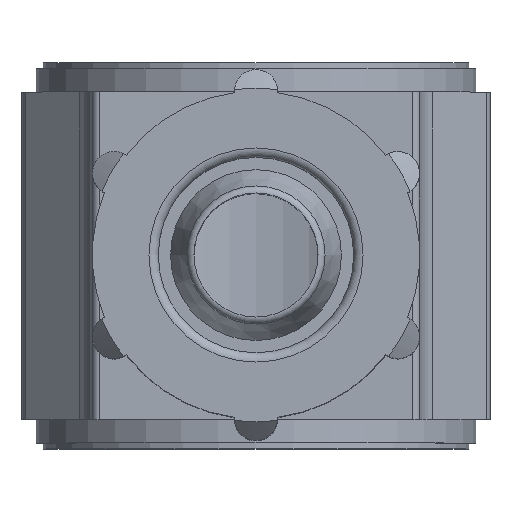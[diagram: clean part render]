
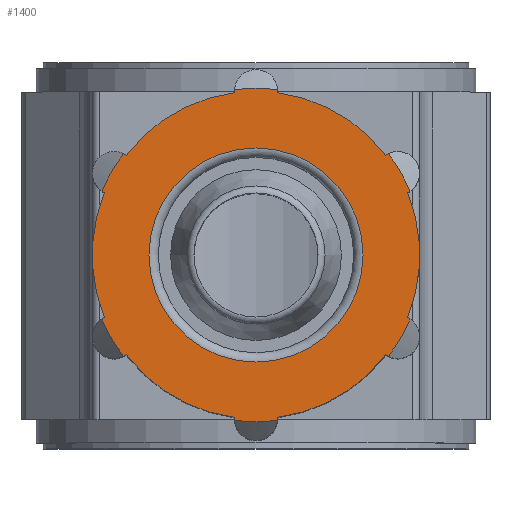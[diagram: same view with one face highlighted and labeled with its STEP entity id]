
A CAD part, top view. The second image highlights one B-rep face of the part: STEP entity #1400.
In plain terms, the highlighted face is planar.
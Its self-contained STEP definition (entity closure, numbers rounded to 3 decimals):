
#213=PLANE('',#1564);
#462=ORIENTED_EDGE('',*,*,#735,.F.);
#463=ORIENTED_EDGE('',*,*,#736,.F.);
#464=ORIENTED_EDGE('',*,*,#737,.T.);
#465=ORIENTED_EDGE('',*,*,#738,.T.);
#466=ORIENTED_EDGE('',*,*,#739,.T.);
#467=ORIENTED_EDGE('',*,*,#740,.F.);
#468=ORIENTED_EDGE('',*,*,#741,.T.);
#469=ORIENTED_EDGE('',*,*,#742,.T.);
#470=ORIENTED_EDGE('',*,*,#743,.T.);
#471=ORIENTED_EDGE('',*,*,#744,.F.);
#472=ORIENTED_EDGE('',*,*,#745,.T.);
#473=ORIENTED_EDGE('',*,*,#746,.T.);
#474=ORIENTED_EDGE('',*,*,#747,.T.);
#475=ORIENTED_EDGE('',*,*,#748,.F.);
#476=ORIENTED_EDGE('',*,*,#749,.T.);
#477=ORIENTED_EDGE('',*,*,#750,.T.);
#478=ORIENTED_EDGE('',*,*,#751,.T.);
#479=ORIENTED_EDGE('',*,*,#752,.F.);
#480=ORIENTED_EDGE('',*,*,#753,.T.);
#481=ORIENTED_EDGE('',*,*,#754,.T.);
#482=ORIENTED_EDGE('',*,*,#755,.T.);
#483=ORIENTED_EDGE('',*,*,#756,.F.);
#484=ORIENTED_EDGE('',*,*,#757,.T.);
#485=ORIENTED_EDGE('',*,*,#758,.T.);
#486=ORIENTED_EDGE('',*,*,#759,.T.);
#735=EDGE_CURVE('',#898,#898,#1002,.T.);
#736=EDGE_CURVE('',#899,#900,#1003,.F.);
#737=EDGE_CURVE('',#899,#901,#1004,.T.);
#738=EDGE_CURVE('',#901,#902,#1005,.T.);
#739=EDGE_CURVE('',#902,#903,#1006,.T.);
#740=EDGE_CURVE('',#904,#903,#1007,.F.);
#741=EDGE_CURVE('',#904,#905,#1008,.T.);
#742=EDGE_CURVE('',#905,#906,#1009,.T.);
#743=EDGE_CURVE('',#906,#907,#1010,.T.);
#744=EDGE_CURVE('',#908,#907,#1011,.F.);
#745=EDGE_CURVE('',#908,#909,#1012,.T.);
#746=EDGE_CURVE('',#909,#910,#1013,.T.);
#747=EDGE_CURVE('',#910,#911,#1014,.T.);
#748=EDGE_CURVE('',#912,#911,#1015,.F.);
#749=EDGE_CURVE('',#912,#913,#1016,.T.);
#750=EDGE_CURVE('',#913,#914,#1017,.T.);
#751=EDGE_CURVE('',#914,#915,#1018,.T.);
#752=EDGE_CURVE('',#916,#915,#1019,.F.);
#753=EDGE_CURVE('',#916,#917,#1020,.T.);
#754=EDGE_CURVE('',#917,#918,#1021,.T.);
#755=EDGE_CURVE('',#918,#919,#1022,.T.);
#756=EDGE_CURVE('',#920,#919,#1023,.F.);
#757=EDGE_CURVE('',#920,#921,#1024,.T.);
#758=EDGE_CURVE('',#921,#922,#1025,.T.);
#759=EDGE_CURVE('',#922,#900,#1026,.T.);
#898=VERTEX_POINT('',#2409);
#899=VERTEX_POINT('',#2411);
#900=VERTEX_POINT('',#2412);
#901=VERTEX_POINT('',#2414);
#902=VERTEX_POINT('',#2416);
#903=VERTEX_POINT('',#2418);
#904=VERTEX_POINT('',#2420);
#905=VERTEX_POINT('',#2422);
#906=VERTEX_POINT('',#2424);
#907=VERTEX_POINT('',#2426);
#908=VERTEX_POINT('',#2428);
#909=VERTEX_POINT('',#2430);
#910=VERTEX_POINT('',#2432);
#911=VERTEX_POINT('',#2434);
#912=VERTEX_POINT('',#2436);
#913=VERTEX_POINT('',#2438);
#914=VERTEX_POINT('',#2440);
#915=VERTEX_POINT('',#2442);
#916=VERTEX_POINT('',#2444);
#917=VERTEX_POINT('',#2446);
#918=VERTEX_POINT('',#2448);
#919=VERTEX_POINT('',#2450);
#920=VERTEX_POINT('',#2452);
#921=VERTEX_POINT('',#2454);
#922=VERTEX_POINT('',#2456);
#1002=CIRCLE('',#1565,4.575);
#1003=CIRCLE('',#1566,7.125);
#1004=CIRCLE('',#1567,0.925);
#1005=CIRCLE('',#1568,7.);
#1006=CIRCLE('',#1569,0.925);
#1007=CIRCLE('',#1570,7.125);
#1008=CIRCLE('',#1571,0.925);
#1009=CIRCLE('',#1572,7.);
#1010=CIRCLE('',#1573,0.925);
#1011=CIRCLE('',#1574,7.125);
#1012=CIRCLE('',#1575,0.925);
#1013=CIRCLE('',#1576,7.);
#1014=CIRCLE('',#1577,0.925);
#1015=CIRCLE('',#1578,7.125);
#1016=CIRCLE('',#1579,0.925);
#1017=CIRCLE('',#1580,7.);
#1018=CIRCLE('',#1581,0.925);
#1019=CIRCLE('',#1582,7.125);
#1020=CIRCLE('',#1583,0.925);
#1021=CIRCLE('',#1584,7.);
#1022=CIRCLE('',#1585,0.925);
#1023=CIRCLE('',#1586,7.125);
#1024=CIRCLE('',#1587,0.925);
#1025=CIRCLE('',#1588,7.);
#1026=CIRCLE('',#1589,0.925);
#1140=EDGE_LOOP('',(#462));
#1141=EDGE_LOOP('',(#463,#464,#465,#466,#467,#468,#469,#470,#471,#472,#473,
#474,#475,#476,#477,#478,#479,#480,#481,#482,#483,#484,#485,#486));
#1264=FACE_BOUND('',#1140,.T.);
#1265=FACE_BOUND('',#1141,.T.);
#1400=ADVANCED_FACE('',(#1264,#1265),#213,.T.);
#1564=AXIS2_PLACEMENT_3D('',#2407,#1920,#1921);
#1565=AXIS2_PLACEMENT_3D('',#2408,#1922,#1923);
#1566=AXIS2_PLACEMENT_3D('',#2410,#1924,#1925);
#1567=AXIS2_PLACEMENT_3D('',#2413,#1926,#1927);
#1568=AXIS2_PLACEMENT_3D('',#2415,#1928,#1929);
#1569=AXIS2_PLACEMENT_3D('',#2417,#1930,#1931);
#1570=AXIS2_PLACEMENT_3D('',#2419,#1932,#1933);
#1571=AXIS2_PLACEMENT_3D('',#2421,#1934,#1935);
#1572=AXIS2_PLACEMENT_3D('',#2423,#1936,#1937);
#1573=AXIS2_PLACEMENT_3D('',#2425,#1938,#1939);
#1574=AXIS2_PLACEMENT_3D('',#2427,#1940,#1941);
#1575=AXIS2_PLACEMENT_3D('',#2429,#1942,#1943);
#1576=AXIS2_PLACEMENT_3D('',#2431,#1944,#1945);
#1577=AXIS2_PLACEMENT_3D('',#2433,#1946,#1947);
#1578=AXIS2_PLACEMENT_3D('',#2435,#1948,#1949);
#1579=AXIS2_PLACEMENT_3D('',#2437,#1950,#1951);
#1580=AXIS2_PLACEMENT_3D('',#2439,#1952,#1953);
#1581=AXIS2_PLACEMENT_3D('',#2441,#1954,#1955);
#1582=AXIS2_PLACEMENT_3D('',#2443,#1956,#1957);
#1583=AXIS2_PLACEMENT_3D('',#2445,#1958,#1959);
#1584=AXIS2_PLACEMENT_3D('',#2447,#1960,#1961);
#1585=AXIS2_PLACEMENT_3D('',#2449,#1962,#1963);
#1586=AXIS2_PLACEMENT_3D('',#2451,#1964,#1965);
#1587=AXIS2_PLACEMENT_3D('',#2453,#1966,#1967);
#1588=AXIS2_PLACEMENT_3D('',#2455,#1968,#1969);
#1589=AXIS2_PLACEMENT_3D('',#2457,#1970,#1971);
#1920=DIRECTION('',(1.,0.,0.));
#1921=DIRECTION('',(0.,0.,-1.));
#1922=DIRECTION('',(1.,0.,0.));
#1923=DIRECTION('',(0.,0.,-1.));
#1924=DIRECTION('',(1.,0.,0.));
#1925=DIRECTION('',(0.,0.,-1.));
#1926=DIRECTION('',(1.,0.,0.));
#1927=DIRECTION('',(0.,0.,-1.));
#1928=DIRECTION('',(1.,0.,0.));
#1929=DIRECTION('',(0.,0.,-1.));
#1930=DIRECTION('',(1.,0.,0.));
#1931=DIRECTION('',(0.,0.,-1.));
#1932=DIRECTION('',(1.,0.,0.));
#1933=DIRECTION('',(0.,0.,-1.));
#1934=DIRECTION('',(1.,0.,0.));
#1935=DIRECTION('',(0.,0.,-1.));
#1936=DIRECTION('',(1.,0.,0.));
#1937=DIRECTION('',(0.,0.,-1.));
#1938=DIRECTION('',(1.,0.,0.));
#1939=DIRECTION('',(0.,0.,-1.));
#1940=DIRECTION('',(1.,0.,0.));
#1941=DIRECTION('',(0.,0.,-1.));
#1942=DIRECTION('',(1.,0.,0.));
#1943=DIRECTION('',(0.,0.,-1.));
#1944=DIRECTION('',(1.,0.,0.));
#1945=DIRECTION('',(0.,0.,-1.));
#1946=DIRECTION('',(1.,0.,0.));
#1947=DIRECTION('',(0.,0.,-1.));
#1948=DIRECTION('',(1.,0.,0.));
#1949=DIRECTION('',(0.,0.,-1.));
#1950=DIRECTION('',(1.,0.,0.));
#1951=DIRECTION('',(0.,0.,-1.));
#1952=DIRECTION('',(1.,0.,0.));
#1953=DIRECTION('',(0.,0.,-1.));
#1954=DIRECTION('',(1.,0.,0.));
#1955=DIRECTION('',(0.,0.,-1.));
#1956=DIRECTION('',(1.,0.,0.));
#1957=DIRECTION('',(0.,0.,-1.));
#1958=DIRECTION('',(1.,0.,0.));
#1959=DIRECTION('',(0.,0.,-1.));
#1960=DIRECTION('',(1.,0.,0.));
#1961=DIRECTION('',(0.,0.,-1.));
#1962=DIRECTION('',(1.,0.,0.));
#1963=DIRECTION('',(0.,0.,-1.));
#1964=DIRECTION('',(1.,0.,0.));
#1965=DIRECTION('',(0.,0.,-1.));
#1966=DIRECTION('',(1.,0.,0.));
#1967=DIRECTION('',(0.,0.,-1.));
#1968=DIRECTION('',(1.,0.,0.));
#1969=DIRECTION('',(0.,0.,-1.));
#1970=DIRECTION('',(1.,0.,0.));
#1971=DIRECTION('',(0.,0.,-1.));
#2407=CARTESIAN_POINT('',(12.5,1.75,3.031));
#2408=CARTESIAN_POINT('',(12.5,0.,0.));
#2409=CARTESIAN_POINT('',(12.5,0.,-4.575));
#2410=CARTESIAN_POINT('',(12.5,0.,0.));
#2411=CARTESIAN_POINT('',(12.5,-2.733,-6.58));
#2412=CARTESIAN_POINT('',(12.5,-4.332,-5.657));
#2413=CARTESIAN_POINT('',(12.5,-3.5,-6.062));
#2414=CARTESIAN_POINT('',(12.5,-2.67,-6.471));
#2415=CARTESIAN_POINT('',(12.5,0.,0.));
#2416=CARTESIAN_POINT('',(12.5,2.67,-6.471));
#2417=CARTESIAN_POINT('',(12.5,3.5,-6.062));
#2418=CARTESIAN_POINT('',(12.5,2.733,-6.58));
#2419=CARTESIAN_POINT('',(12.5,0.,0.));
#2420=CARTESIAN_POINT('',(12.5,4.332,-5.657));
#2421=CARTESIAN_POINT('',(12.5,3.5,-6.062));
#2422=CARTESIAN_POINT('',(12.5,4.269,-5.548));
#2423=CARTESIAN_POINT('',(12.5,0.,0.));
#2424=CARTESIAN_POINT('',(12.5,6.939,-0.923));
#2425=CARTESIAN_POINT('',(12.5,7.,0.));
#2426=CARTESIAN_POINT('',(12.5,7.065,-0.923));
#2427=CARTESIAN_POINT('',(12.5,0.,0.));
#2428=CARTESIAN_POINT('',(12.5,7.065,0.923));
#2429=CARTESIAN_POINT('',(12.5,7.,0.));
#2430=CARTESIAN_POINT('',(12.5,6.939,0.923));
#2431=CARTESIAN_POINT('',(12.5,0.,0.));
#2432=CARTESIAN_POINT('',(12.5,4.269,5.548));
#2433=CARTESIAN_POINT('',(12.5,3.5,6.062));
#2434=CARTESIAN_POINT('',(12.5,4.332,5.657));
#2435=CARTESIAN_POINT('',(12.5,0.,0.));
#2436=CARTESIAN_POINT('',(12.5,2.733,6.58));
#2437=CARTESIAN_POINT('',(12.5,3.5,6.062));
#2438=CARTESIAN_POINT('',(12.5,2.67,6.471));
#2439=CARTESIAN_POINT('',(12.5,0.,0.));
#2440=CARTESIAN_POINT('',(12.5,-2.67,6.471));
#2441=CARTESIAN_POINT('',(12.5,-3.5,6.062));
#2442=CARTESIAN_POINT('',(12.5,-2.733,6.58));
#2443=CARTESIAN_POINT('',(12.5,0.,0.));
#2444=CARTESIAN_POINT('',(12.5,-4.332,5.657));
#2445=CARTESIAN_POINT('',(12.5,-3.5,6.062));
#2446=CARTESIAN_POINT('',(12.5,-4.269,5.548));
#2447=CARTESIAN_POINT('',(12.5,0.,0.));
#2448=CARTESIAN_POINT('',(12.5,-6.939,0.923));
#2449=CARTESIAN_POINT('',(12.5,-7.,0.));
#2450=CARTESIAN_POINT('',(12.5,-7.065,0.923));
#2451=CARTESIAN_POINT('',(12.5,0.,0.));
#2452=CARTESIAN_POINT('',(12.5,-7.065,-0.923));
#2453=CARTESIAN_POINT('',(12.5,-7.,0.));
#2454=CARTESIAN_POINT('',(12.5,-6.939,-0.923));
#2455=CARTESIAN_POINT('',(12.5,0.,0.));
#2456=CARTESIAN_POINT('',(12.5,-4.269,-5.548));
#2457=CARTESIAN_POINT('',(12.5,-3.5,-6.062));
